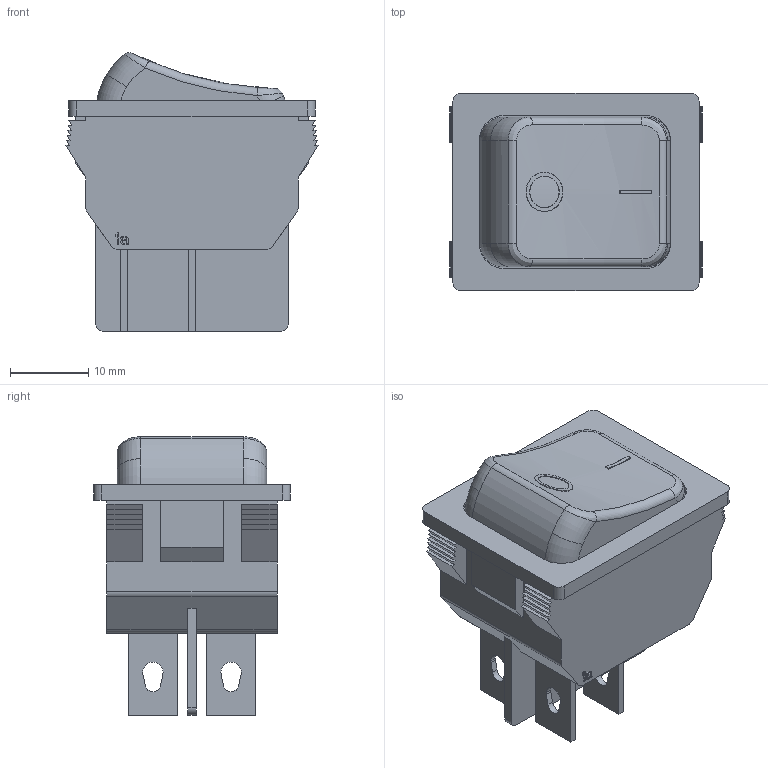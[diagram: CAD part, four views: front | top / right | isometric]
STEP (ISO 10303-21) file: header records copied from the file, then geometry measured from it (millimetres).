
FILE_DESCRIPTION(('STEP AP203'),'1');
FILE_NAME('1634201-2.stp','2021-06-07T08:25:14',('TraceParts'),('TraceParts S.A.'),'Spatial InterOp 3D',' ',' ');
FILE_SCHEMA(('CONFIG_CONTROL_DESIGN'));
Length unit declared in the file: millimetre
Products named in the file (1): 1
Bounding box: 32.25 x 25.2 x 35.62 mm (x, y, z)
Volume: 13553.4 mm3; surface area: 4982.2 mm2
Topology: 1 solids, 1 shells, 289 faces, 805 edges, 534 vertices
Faces by surface type: plane 231, cylinder 44, torus 10, bspline 4
Entity records: 10059 total; most frequent: CARTESIAN_POINT 2535, ORIENTED_EDGE 1610, DIRECTION 1453, EDGE_CURVE 805, LINE 685, VECTOR 685, VERTEX_POINT 534, AXIS2_PLACEMENT_3D 384
